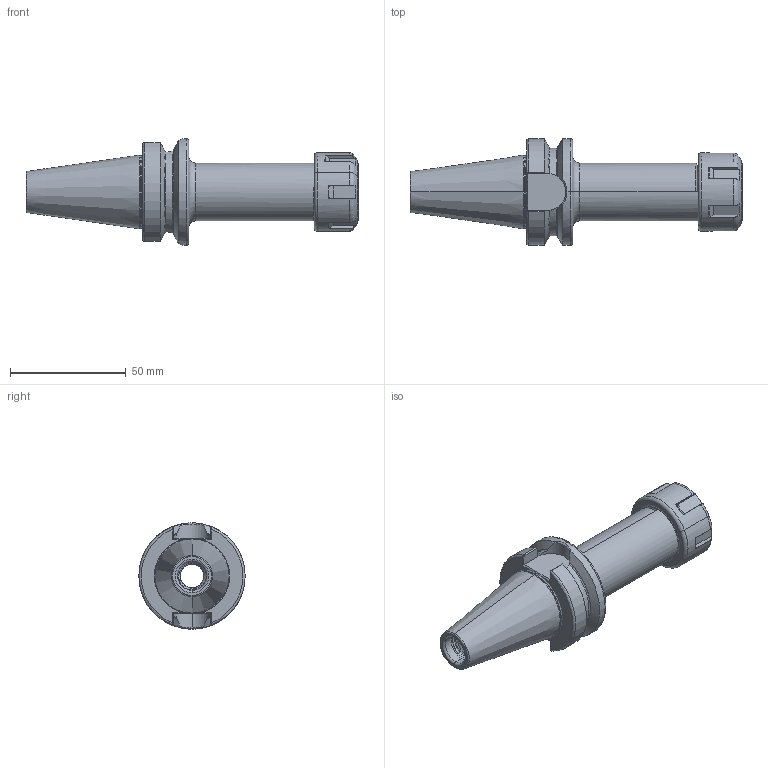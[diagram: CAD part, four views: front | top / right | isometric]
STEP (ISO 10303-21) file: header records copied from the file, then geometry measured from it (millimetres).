
FILE_DESCRIPTION (( 'STEP AP203' ), '1' );
FILE_NAME ('305.02.13.1.STEP', '2016-11-25T10:04:59', ( '' ), ( '' ), 'SwSTEP 2.0', 'SolidWorks 2012', '' );
FILE_SCHEMA (( 'CONFIG_CONTROL_DESIGN' ));
Length unit declared in the file: millimetre
Products named in the file (3): 2-01.100.0200190C7_ER20螺帽(六溝); 305.02.13.1
Assembly tree (2 placements, depth 2):
  305.02.13.1
    305.02.13.1
    2-01.100.0200190C7_ER20螺帽(六溝)
Bounding box: 143.6 x 46 x 46 mm (x, y, z)
Volume: 76658.4 mm3; surface area: 27652.8 mm2
Topology: 2 solids, 2 shells, 323 faces, 858 edges, 539 vertices
Faces by surface type: cylinder 121, plane 72, torus 54, bspline 52, cone 24
Entity records: 21156 total; most frequent: CARTESIAN_POINT 13909, ORIENTED_EDGE 1712, DIRECTION 1169, EDGE_CURVE 856, VERTEX_POINT 539, AXIS2_PLACEMENT_3D 462, EDGE_LOOP 329, ADVANCED_FACE 323
